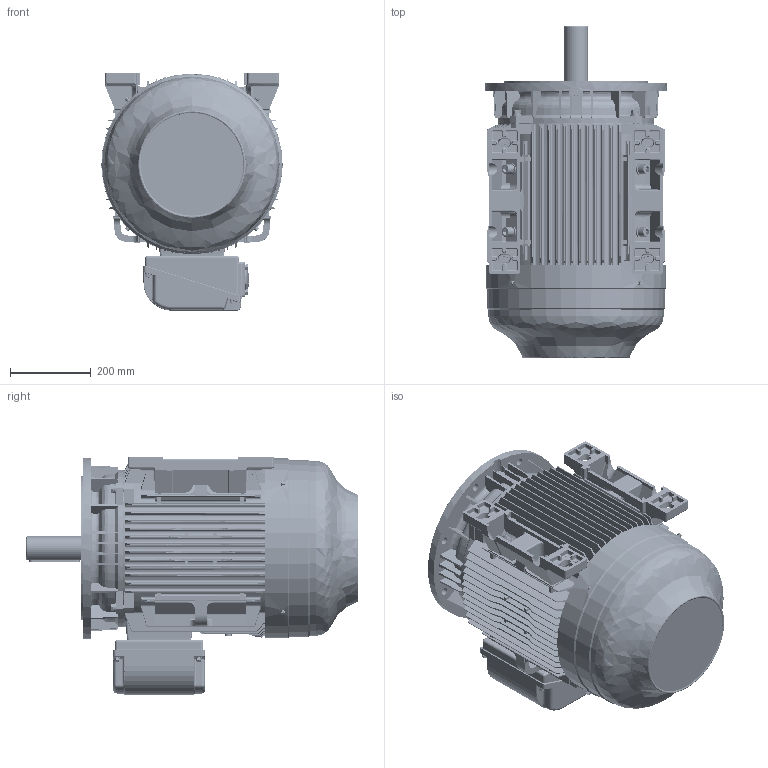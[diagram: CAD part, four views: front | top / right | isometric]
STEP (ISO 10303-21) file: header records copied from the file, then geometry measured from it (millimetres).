
FILE_DESCRIPTION (( 'STEP AP203' ), '1' );
FILE_NAME ('SWE225S-4-B35.STEP', '2015-07-30T08:13:49', ( 'Sky123.Org' ), ( 'Sky123.Org' ), 'SwSTEP 2.0', 'SolidWorks 2012', '' );
FILE_SCHEMA (( 'CONFIG_CONTROL_DESIGN' ));
Products named in the file (37): M10-10JINDINGLUODING; HOUDUANGAI; 2-MAODING; MINGPAI; M8-10SHIZICAOPANGTOU; S-HUODONGDIJIAO; 16-TANDIAN; 16-PINGDIAN; M16-50NEILIUJIAO; M12-50WAILIUJIAO; 12-TANDIAN; 12-PINGDIAN; WE225-TYDG-468; WE225-468-ZHOUSHEN; 18-125PINGJIAN; 65-80YOUFENG; M10-1YOUBEI; M8-10-HUOLUOSAI; 10-TANDIAN; 10-PINGDIAN; M10-70-WAILIUJIAO; SWE225S-4-B35; WE200-225-JXHZJ-NF; 16X1.5MENGAI; 50X1.5MENGAI; M8X16-WLJ-5784; M8X25-WLJ-5784; 8-TD-93-1987; 8-DP-97.1; SWE200-225JXHGDB; SWE200-225JIEXIANHEGAI-NF; SWE200-225JIEXIANHEZUO; B3-S-JIZUO; FENGZHAO; 6-TANDIAN; 6-PINGDIAN; M6-8-WAILIUJIAO
Assembly tree (111 placements, depth 3):
  SWE225S-4-B35
    M10-70-WAILIUJIAO  x4
    10-PINGDIAN  x4
    10-TANDIAN  x4
    M8-10-HUOLUOSAI  x2
    M10-1YOUBEI  x2
    65-80YOUFENG
    18-125PINGJIAN
    WE225-468-ZHOUSHEN
    WE225-TYDG-468
    12-PINGDIAN  x8
    12-TANDIAN  x8
    M12-50WAILIUJIAO  x8
    M16-50NEILIUJIAO  x4
    16-PINGDIAN  x4
    16-TANDIAN  x4
    S-HUODONGDIJIAO  x2
    M8-10SHIZICAOPANGTOU
    MINGPAI
    2-MAODING  x4
    HOUDUANGAI
    M10-10JINDINGLUODING
    M6-8-WAILIUJIAO  x4
    6-PINGDIAN  x4
    6-TANDIAN  x4
    FENGZHAO
    B3-S-JIZUO
    WE200-225-JXHZJ-NF
      SWE200-225JIEXIANHEZUO
      SWE200-225JIEXIANHEGAI-NF
      SWE200-225JXHGDB
      8-DP-97.1  x8
      8-TD-93-1987  x8
      M8X25-WLJ-5784  x4
      M8X16-WLJ-5784  x4
      50X1.5MENGAI  x2
      16X1.5MENGAI
Bounding box: 448 x 820.5 x 587 mm (x, y, z)
Volume: 76676397.6 mm3; surface area: 4494097.9 mm2
Topology: 110 solids, 112 shells, 5245 faces, 13900 edges, 8914 vertices
Faces by surface type: cylinder 2185, plane 2054, cone 529, bspline 405, torus 56, sphere 16
Entity records: 148004 total; most frequent: CARTESIAN_POINT 56925, ORIENTED_EDGE 19344, DIRECTION 15858, EDGE_CURVE 9672, VERTEX_POINT 6282, AXIS2_PLACEMENT_3D 5731, LINE 4396, VECTOR 4396
